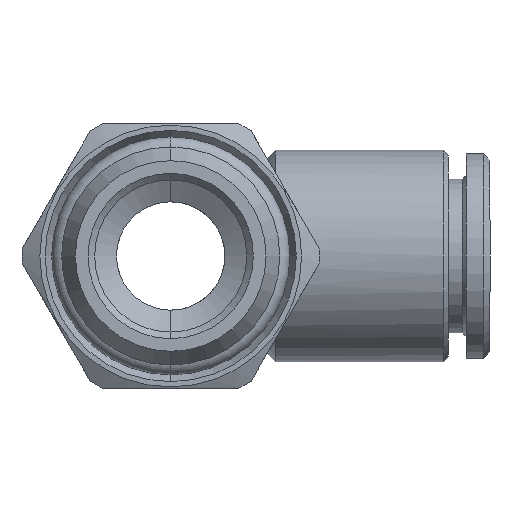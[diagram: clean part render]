
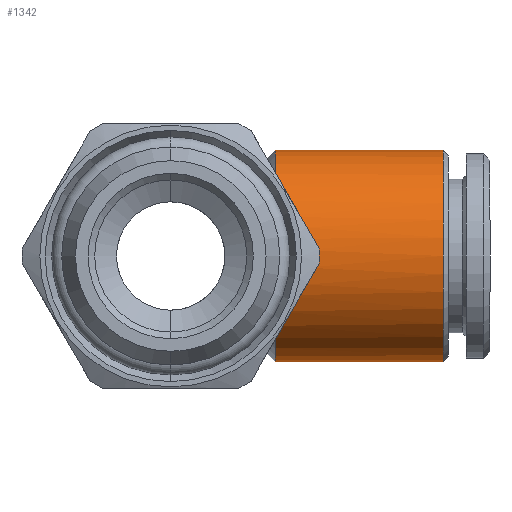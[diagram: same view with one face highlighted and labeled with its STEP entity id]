
A CAD part, front view. The second image highlights one B-rep face of the part: STEP entity #1342.
In plain terms, the highlighted cylindrical face has radius 8 mm (diameter 16 mm), a partial arc.
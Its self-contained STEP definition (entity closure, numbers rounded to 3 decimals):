
#712 = VERTEX_POINT ( 'NONE', #2777 ) ;
#762 = VERTEX_POINT ( 'NONE', #3154 ) ;
#802 = VERTEX_POINT ( 'NONE', #3263 ) ;
#817 = EDGE_CURVE ( 'NONE', #802, #712, #3330, .T. ) ;
#942 = VERTEX_POINT ( 'NONE', #3575 ) ;
#980 = VERTEX_POINT ( 'NONE', #3674 ) ;
#989 = EDGE_CURVE ( 'NONE', #980, #1018, #3676, .T. ) ;
#1015 = EDGE_CURVE ( 'NONE', #1016, #762, #3703, .T. ) ;
#1016 = VERTEX_POINT ( 'NONE', #3758 ) ;
#1018 = VERTEX_POINT ( 'NONE', #3754 ) ;
#1055 = EDGE_CURVE ( 'NONE', #942, #980, #3788, .T. ) ;
#1217 = ORIENTED_EDGE ( 'NONE', *, *, #1218, .T. ) ;
#1218 = EDGE_CURVE ( 'NONE', #942, #1016, #4097, .T. ) ;
#1219 = ORIENTED_EDGE ( 'NONE', *, *, #1015, .T. ) ;
#1279 = ORIENTED_EDGE ( 'NONE', *, *, #1356, .F. ) ;
#1342 = ADVANCED_FACE ( 'NONE', ( #2205 ), #2227, .T. ) ;
#1343 = EDGE_LOOP ( 'NONE', ( #1344, #1217, #1219, #1362, #1279, #1357, #1399, #1401 ) ) ;
#1344 = ORIENTED_EDGE ( 'NONE', *, *, #1055, .F. ) ;
#1356 = EDGE_CURVE ( 'NONE', #712, #1388, #2242, .T. ) ;
#1357 = ORIENTED_EDGE ( 'NONE', *, *, #817, .F. ) ;
#1362 = ORIENTED_EDGE ( 'NONE', *, *, #1379, .F. ) ;
#1379 = EDGE_CURVE ( 'NONE', #1388, #762, #2262, .T. ) ;
#1388 = VERTEX_POINT ( 'NONE', #2306 ) ;
#1399 = ORIENTED_EDGE ( 'NONE', *, *, #1400, .T. ) ;
#1400 = EDGE_CURVE ( 'NONE', #802, #1018, #2351, .T. ) ;
#1401 = ORIENTED_EDGE ( 'NONE', *, *, #989, .F. ) ;
#2205 = FACE_OUTER_BOUND ( 'NONE', #1343, .T. ) ;
#2217 = DIRECTION ( 'NONE',  ( -1., 0., 0. ) ) ;
#2218 = AXIS2_PLACEMENT_3D ( 'NONE', #2226, #2217, #2236 ) ;
#2226 = CARTESIAN_POINT ( 'NONE',  ( 0., 0., 0. ) ) ;
#2227 = CYLINDRICAL_SURFACE ( 'NONE', #2218, 8. ) ;
#2236 = DIRECTION ( 'NONE',  ( 0., 0., 1. ) ) ;
#2242 =( BOUNDED_CURVE ( )  B_SPLINE_CURVE ( 3, ( #2246, #2245, #2244, #2243 ),
 .UNSPECIFIED., .F., .T. ) 
 B_SPLINE_CURVE_WITH_KNOTS ( ( 4, 4 ),
 ( 4.439, 4.501 ),
 .UNSPECIFIED. ) 
 CURVE ( )  GEOMETRIC_REPRESENTATION_ITEM ( )  RATIONAL_B_SPLINE_CURVE ( ( 1., 1., 1., 1. ) ) 
 REPRESENTATION_ITEM ( '' )  );
#2243 = CARTESIAN_POINT ( 'NONE',  ( 7.9, -7.822, 1.679 ) ) ;
#2244 = CARTESIAN_POINT ( 'NONE',  ( 8.662, -7.787, 1.841 ) ) ;
#2245 = CARTESIAN_POINT ( 'NONE',  ( 9.42, -7.747, 2.002 ) ) ;
#2246 = CARTESIAN_POINT ( 'NONE',  ( 10.17, -7.702, 2.162 ) ) ;
#2262 = CIRCLE ( 'NONE', #2283, 8. ) ;
#2270 = DIRECTION ( 'NONE',  ( 0., 0., 1. ) ) ;
#2281 = DIRECTION ( 'NONE',  ( -1., 0., 0. ) ) ;
#2282 = CARTESIAN_POINT ( 'NONE',  ( 7.9, 0., 0. ) ) ;
#2283 = AXIS2_PLACEMENT_3D ( 'NONE', #2282, #2281, #2270 ) ;
#2306 = CARTESIAN_POINT ( 'NONE',  ( 7.9, -7.822, 1.679 ) ) ;
#2336 = CARTESIAN_POINT ( 'NONE',  ( 8.662, -7.787, -1.841 ) ) ;
#2340 = CARTESIAN_POINT ( 'NONE',  ( 10.17, -7.702, -2.162 ) ) ;
#2346 = CARTESIAN_POINT ( 'NONE',  ( 9.42, -7.747, -2.002 ) ) ;
#2350 = CARTESIAN_POINT ( 'NONE',  ( 7.9, -7.822, -1.679 ) ) ;
#2351 =( BOUNDED_CURVE ( )  B_SPLINE_CURVE ( 3, ( #2340, #2346, #2336, #2350 ),
 .UNSPECIFIED., .F., .T. ) 
 B_SPLINE_CURVE_WITH_KNOTS ( ( 4, 4 ),
 ( 4.439, 4.501 ),
 .UNSPECIFIED. ) 
 CURVE ( )  GEOMETRIC_REPRESENTATION_ITEM ( )  RATIONAL_B_SPLINE_CURVE ( ( 1., 1., 1., 1. ) ) 
 REPRESENTATION_ITEM ( '' )  );
#2777 = CARTESIAN_POINT ( 'NONE',  ( 10.17, -7.702, 2.162 ) ) ;
#3154 = CARTESIAN_POINT ( 'NONE',  ( 7.9, 0., 8. ) ) ;
#3263 = CARTESIAN_POINT ( 'NONE',  ( 10.17, -7.702, -2.162 ) ) ;
#3284 = DIRECTION ( 'NONE',  ( -1., 0., 0. ) ) ;
#3289 = VECTOR ( 'NONE', #3284, 1000. ) ;
#3316 = CARTESIAN_POINT ( 'NONE',  ( 10.105, -7.975, -0.734 ) ) ;
#3317 = CARTESIAN_POINT ( 'NONE',  ( 10.127, -7.875, -1.455 ) ) ;
#3318 = CARTESIAN_POINT ( 'NONE',  ( 10.144, -7.801, -1.811 ) ) ;
#3319 = CARTESIAN_POINT ( 'NONE',  ( 10.17, -7.702, -2.162 ) ) ;
#3330 = B_SPLINE_CURVE_WITH_KNOTS ( 'NONE', 3,
 ( #3319, #3318, #3317, #3316, #3342, #3341, #3340, #3339 ),
 .UNSPECIFIED., .F., .F.,
 ( 4, 2, 2, 4 ),
 ( 0.001, 0.002, 0.003, 0.005 ),
 .UNSPECIFIED. ) ;
#3339 = CARTESIAN_POINT ( 'NONE',  ( 10.17, -7.702, 2.162 ) ) ;
#3340 = CARTESIAN_POINT ( 'NONE',  ( 10.118, -7.9, 1.456 ) ) ;
#3341 = CARTESIAN_POINT ( 'NONE',  ( 10.1, -8., 0.736 ) ) ;
#3342 = CARTESIAN_POINT ( 'NONE',  ( 10.1, -8., -0.366 ) ) ;
#3575 = CARTESIAN_POINT ( 'NONE',  ( 20.6, 0., -8. ) ) ;
#3657 = DIRECTION ( 'NONE',  ( 0., 0., 1. ) ) ;
#3658 = DIRECTION ( 'NONE',  ( -1., 0., 0. ) ) ;
#3674 = CARTESIAN_POINT ( 'NONE',  ( 7.9, 0., -8. ) ) ;
#3675 = AXIS2_PLACEMENT_3D ( 'NONE', #3686, #3658, #3657 ) ;
#3676 = CIRCLE ( 'NONE', #3675, 8. ) ;
#3686 = CARTESIAN_POINT ( 'NONE',  ( 7.9, 0., 0. ) ) ;
#3702 = CARTESIAN_POINT ( 'NONE',  ( 0., 0., 8. ) ) ;
#3703 = LINE ( 'NONE', #3702, #3289 ) ;
#3754 = CARTESIAN_POINT ( 'NONE',  ( 7.9, -7.822, -1.679 ) ) ;
#3758 = CARTESIAN_POINT ( 'NONE',  ( 20.6, 0., 8. ) ) ;
#3785 = DIRECTION ( 'NONE',  ( -1., 0., 0. ) ) ;
#3786 = VECTOR ( 'NONE', #3785, 1000. ) ;
#3787 = CARTESIAN_POINT ( 'NONE',  ( 0., 0., -8. ) ) ;
#3788 = LINE ( 'NONE', #3787, #3786 ) ;
#4093 = DIRECTION ( 'NONE',  ( 0., 0., 1. ) ) ;
#4094 = DIRECTION ( 'NONE',  ( -1., 0., 0. ) ) ;
#4095 = CARTESIAN_POINT ( 'NONE',  ( 20.6, 0., 0. ) ) ;
#4096 = AXIS2_PLACEMENT_3D ( 'NONE', #4095, #4094, #4093 ) ;
#4097 = CIRCLE ( 'NONE', #4096, 8. ) ;
